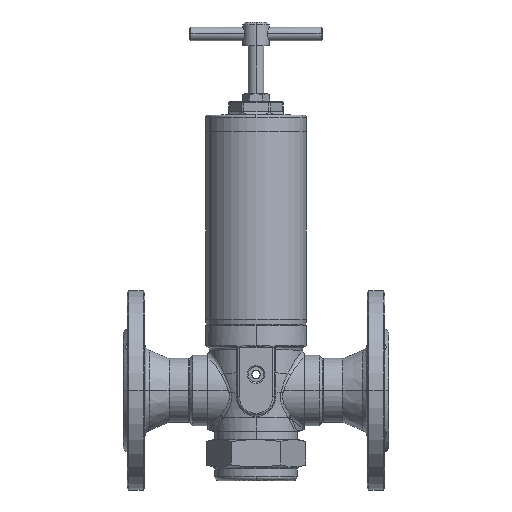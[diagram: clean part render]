
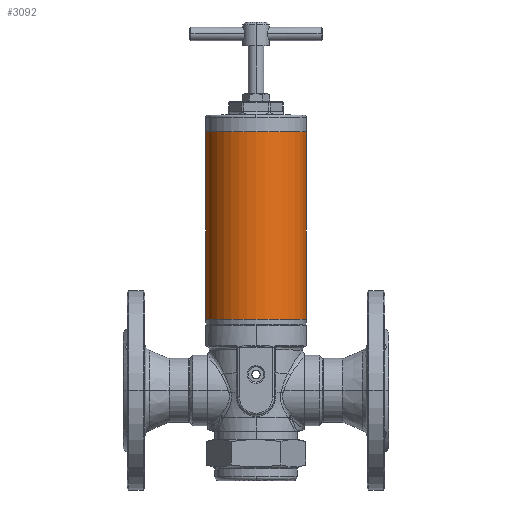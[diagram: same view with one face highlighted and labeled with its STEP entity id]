
A CAD part, top view. The second image highlights one B-rep face of the part: STEP entity #3092.
In plain terms, the highlighted cylindrical face has radius 38 mm (diameter 76 mm), a partial arc.
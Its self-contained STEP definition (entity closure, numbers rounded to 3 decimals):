
#513 = DIRECTION ( 'NONE',  ( 0., -1., 0. ) ) ;
#1051 = DIRECTION ( 'NONE',  ( 1., 0., 0. ) ) ;
#1064 = DIRECTION ( 'NONE',  ( 1., 0., 0. ) ) ;
#1134 = DIRECTION ( 'NONE',  ( 0., -1., 0. ) ) ;
#1439 = EDGE_CURVE ( 'NONE', #20086, #11391, #13516, .T. ) ;
#1483 = VECTOR ( 'NONE', #513, 1000. ) ;
#1650 = ORIENTED_EDGE ( 'NONE', *, *, #17685, .F. ) ;
#1699 = ORIENTED_EDGE ( 'NONE', *, *, #10261, .T. ) ;
#2237 = CARTESIAN_POINT ( 'NONE',  ( 38., 195., 0. ) ) ;
#3092 = ADVANCED_FACE ( 'NONE', ( #16345 ), #9782, .T. ) ;
#3604 = LINE ( 'NONE', #17219, #1483 ) ;
#4276 = CARTESIAN_POINT ( 'NONE',  ( 0., 195., 0. ) ) ;
#5138 = VECTOR ( 'NONE', #20051, 1000. ) ;
#5637 = ORIENTED_EDGE ( 'NONE', *, *, #1439, .T. ) ;
#7236 = EDGE_LOOP ( 'NONE', ( #5637, #9428, #1699, #1650 ) ) ;
#7547 = CARTESIAN_POINT ( 'NONE',  ( 0., 53.6, 0. ) ) ;
#9428 = ORIENTED_EDGE ( 'NONE', *, *, #11205, .T. ) ;
#9782 = CYLINDRICAL_SURFACE ( 'NONE', #15030, 38. ) ;
#9983 = VERTEX_POINT ( 'NONE', #19470 ) ;
#10261 = EDGE_CURVE ( 'NONE', #9983, #21582, #19868, .T. ) ;
#11205 = EDGE_CURVE ( 'NONE', #11391, #9983, #3604, .T. ) ;
#11391 = VERTEX_POINT ( 'NONE', #14347 ) ;
#12057 = CARTESIAN_POINT ( 'NONE',  ( 0., 196.5, 0. ) ) ;
#12468 = DIRECTION ( 'NONE',  ( 0., 1., 0. ) ) ;
#13516 = CIRCLE ( 'NONE', #17803, 38. ) ;
#14223 = DIRECTION ( 'NONE',  ( 1., 0., 0. ) ) ;
#14347 = CARTESIAN_POINT ( 'NONE',  ( -38., 195., 0. ) ) ;
#15030 = AXIS2_PLACEMENT_3D ( 'NONE', #12057, #18117, #1051 ) ;
#15617 = CARTESIAN_POINT ( 'NONE',  ( 38., 53.6, 0. ) ) ;
#16345 = FACE_OUTER_BOUND ( 'NONE', #7236, .T. ) ;
#17172 = LINE ( 'NONE', #20270, #5138 ) ;
#17219 = CARTESIAN_POINT ( 'NONE',  ( -38., 196.5, 0. ) ) ;
#17685 = EDGE_CURVE ( 'NONE', #20086, #21582, #17172, .T. ) ;
#17803 = AXIS2_PLACEMENT_3D ( 'NONE', #4276, #1134, #1064 ) ;
#18117 = DIRECTION ( 'NONE',  ( 0., -1., 0. ) ) ;
#19470 = CARTESIAN_POINT ( 'NONE',  ( -38., 53.6, 0. ) ) ;
#19708 = AXIS2_PLACEMENT_3D ( 'NONE', #7547, #12468, #14223 ) ;
#19868 = CIRCLE ( 'NONE', #19708, 38. ) ;
#20051 = DIRECTION ( 'NONE',  ( 0., -1., 0. ) ) ;
#20086 = VERTEX_POINT ( 'NONE', #2237 ) ;
#20270 = CARTESIAN_POINT ( 'NONE',  ( 38., 196.5, 0. ) ) ;
#21582 = VERTEX_POINT ( 'NONE', #15617 ) ;
